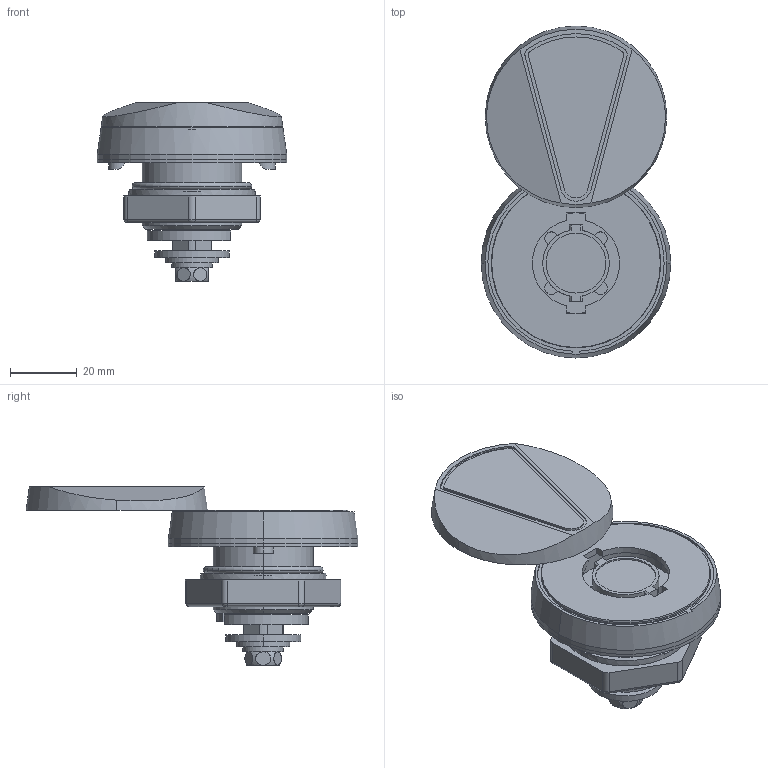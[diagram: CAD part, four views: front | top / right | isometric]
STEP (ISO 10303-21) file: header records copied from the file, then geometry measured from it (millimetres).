
FILE_DESCRIPTION (( 'STEP AP203' ), '1' );
FILE_NAME ('sone3D.STEP', '2013-12-10T01:42:11', ( '' ), ( '' ), 'SwSTEP 2.0', 'SolidWorks 2012', '' );
FILE_SCHEMA (( 'CONFIG_CONTROL_DESIGN' ));
Length unit declared in the file: millimetre
Products named in the file (12): A-314-1本体_; sone3D; スプリングワッシャーM6_JIS B 1251 No.2 6; 廫帤寠晅偒榋妏儃儖僩M6_M6亊16; A-314-1平座金_; A-314-1スペーサー_; A-314-1ストッパー_; A-314-1六角ナット_; A-314-1儕儞僌儚僢僔儍乕_; A-314-1パッキン_; A-314-1ローター_; A-314-1キャップ_
Assembly tree (11 placements, depth 2):
  sone3D
    A-314-1本体_
    A-314-1キャップ_
    A-314-1ローター_
    A-314-1パッキン_
    A-314-1儕儞僌儚僢僔儍乕_
    A-314-1六角ナット_
    A-314-1ストッパー_
    A-314-1スペーサー_
    A-314-1平座金_
    廫帤寠晅偒榋妏儃儖僩M6_M6亊16
    スプリングワッシャーM6_JIS B 1251 No.2 6
Bounding box: 57 x 99.8 x 53.6 mm (x, y, z)
Volume: 47980.5 mm3; surface area: 33526.1 mm2
Topology: 11 solids, 11 shells, 397 faces, 925 edges, 574 vertices
Faces by surface type: plane 171, cylinder 153, torus 24, cone 22, sphere 19, bspline 8
Entity records: 13160 total; most frequent: CARTESIAN_POINT 2622, DIRECTION 2102, ORIENTED_EDGE 1834, EDGE_CURVE 917, AXIS2_PLACEMENT_3D 842, VERTEX_POINT 574, EDGE_LOOP 443, CIRCLE 439
